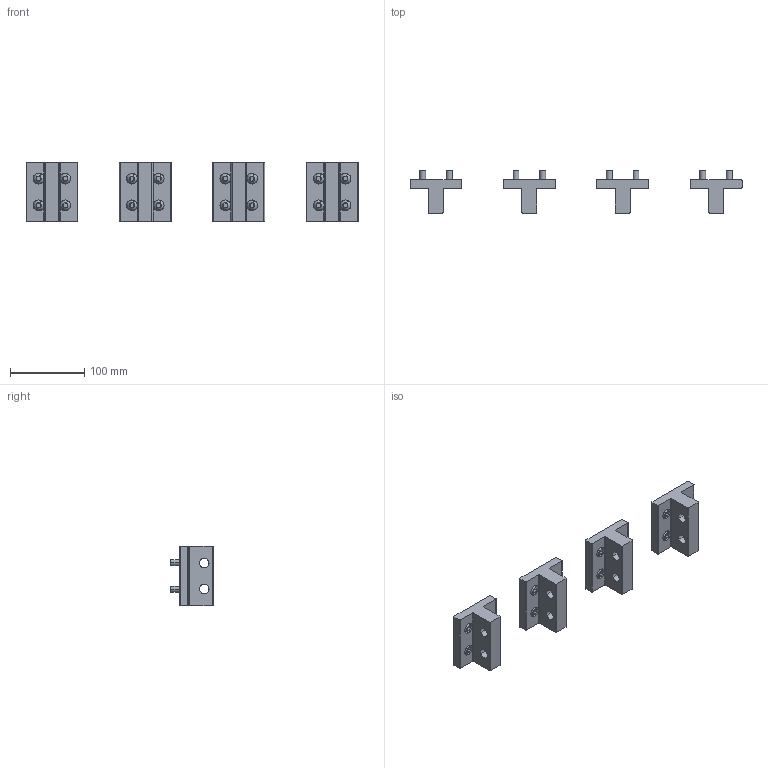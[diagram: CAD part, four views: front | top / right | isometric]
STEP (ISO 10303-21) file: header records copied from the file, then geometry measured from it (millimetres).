
FILE_DESCRIPTION(('CATIA V5 STEP Exchange'),'2;1');
FILE_NAME('1SDH001252R0207_1PA_001_01_E4.2_IV_F_TERMINALS_VR_LOWER_3200A.stp','2014-03-07T08:03:59+00:00',('none'),('none'),'CATIA Version 5 Release 20 SP 1 (IN-10)','CATIA V5 STEP AP214','none');
FILE_SCHEMA(('AUTOMOTIVE_DESIGN { 1 0 10303 214 1 1 1 1 }'));
Length unit declared in the file: millimetre
Products named in the file (1): 1SDH001252R0207_1PA_001_01_E4.2_IV_F_TERMINALS_VR_LOWER_3200A
Bounding box: 448 x 57 x 80 mm (x, y, z)
Volume: 456411.4 mm3; surface area: 109643.2 mm2
Topology: 20 solids, 20 shells, 456 faces, 1088 edges, 704 vertices
Faces by surface type: plane 216, cylinder 176, revolution 32, torus 32
Entity records: 12850 total; most frequent: CARTESIAN_POINT 2513, ORIENTED_EDGE 2176, DIRECTION 1744, EDGE_CURVE 1088, AXIS2_PLACEMENT_3D 801, VERTEX_POINT 704, VECTOR 576, LINE 576
